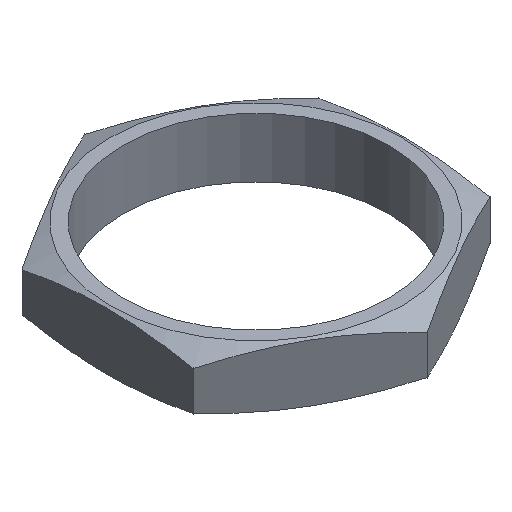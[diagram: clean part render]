
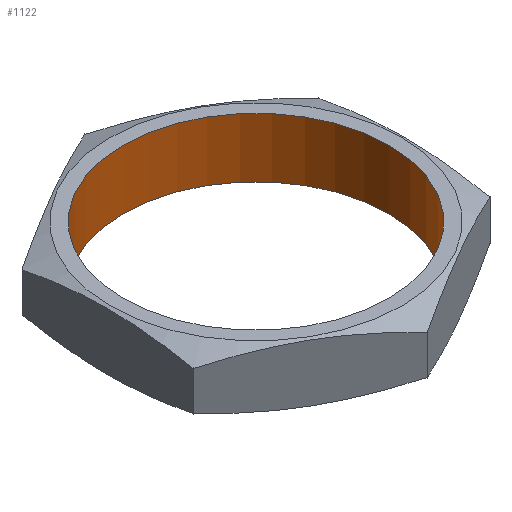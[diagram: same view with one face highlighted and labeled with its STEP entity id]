
A CAD part, isometric view. The second image highlights one B-rep face of the part: STEP entity #1122.
In plain terms, the highlighted cylindrical face has radius 26.873 mm (diameter 53.746 mm), a full revolution.
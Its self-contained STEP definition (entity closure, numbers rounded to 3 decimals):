
#1095=CARTESIAN_POINT('',(0.0,0.0,6.));
#1096=DIRECTION('',(0.0,0.0,-1.0));
#1097=DIRECTION('',(-1.0,0.0,0.0));
#1098=AXIS2_PLACEMENT_3D('',#1095,#1096,#1097);
#1099=CYLINDRICAL_SURFACE('',#1098,26.873);
#1100=CARTESIAN_POINT('',(26.873,0.,-6.));
#1101=VERTEX_POINT('',#1100);
#1102=CARTESIAN_POINT('',(0.0,0.0,-6.));
#1103=DIRECTION('',(0.0,0.0,1.0));
#1104=DIRECTION('',(-1.0,0.0,0.0));
#1105=AXIS2_PLACEMENT_3D('',#1102,#1103,#1104);
#1106=CIRCLE('',#1105,26.873);
#1107=EDGE_CURVE('',#1101,#1101,#1106,.T.);
#1108=ORIENTED_EDGE('',*,*,#1107,.F.);
#1109=EDGE_LOOP('',(#1108));
#1110=FACE_OUTER_BOUND('',#1109,.T.);
#1111=CARTESIAN_POINT('',(26.873,0.,6.));
#1112=VERTEX_POINT('',#1111);
#1113=CARTESIAN_POINT('',(0.0,0.0,6.));
#1114=DIRECTION('',(0.0,0.0,-1.0));
#1115=DIRECTION('',(-1.0,0.0,0.0));
#1116=AXIS2_PLACEMENT_3D('',#1113,#1114,#1115);
#1117=CIRCLE('',#1116,26.873);
#1118=EDGE_CURVE('',#1112,#1112,#1117,.T.);
#1119=ORIENTED_EDGE('',*,*,#1118,.F.);
#1120=EDGE_LOOP('',(#1119));
#1121=FACE_BOUND('',#1120,.T.);
#1122=ADVANCED_FACE('',(#1110,#1121),#1099,.F.);
